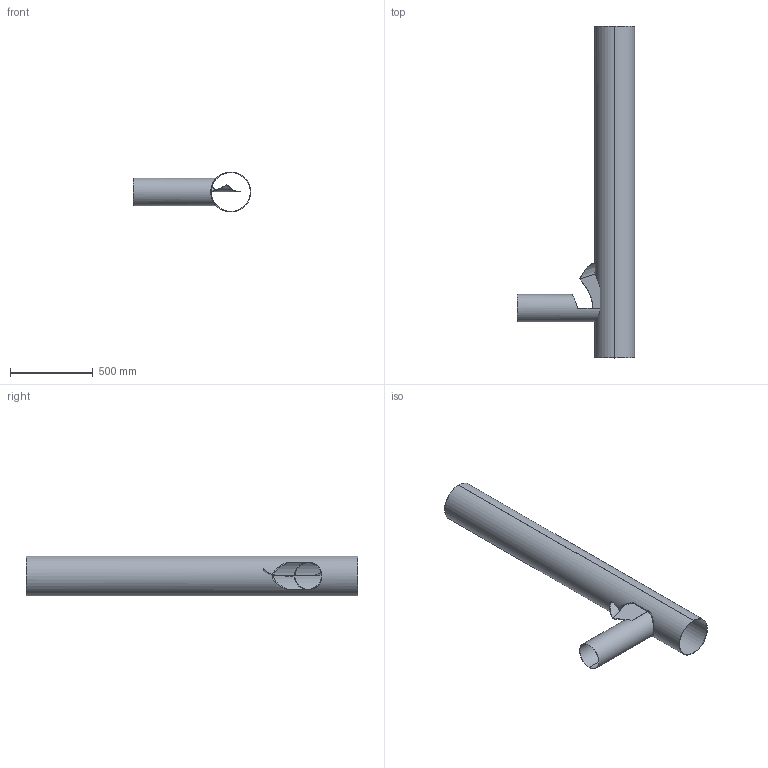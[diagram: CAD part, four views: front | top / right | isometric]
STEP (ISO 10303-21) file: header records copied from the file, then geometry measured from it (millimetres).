
FILE_DESCRIPTION(/* description */ (''),/* implementation_level */ '2;1');
FILE_NAME(/* name */ 'Test.stp',/* time_stamp */ '2023-07-06T08:09:11+02:00',/* author */ ('tim.foell'),/* organization */ (''),/* preprocessor_version */ 'ST-DEVELOPER v18.1',/* originating_system */ 'Autodesk Inventor 2021',/* authorisation */ '');
FILE_SCHEMA (('AUTOMOTIVE_DESIGN { 1 0 10303 214 3 1 1 }'));
Length unit declared in the file: millimetre
Products named in the file (4): Test; test1; test2; test3
Assembly tree (3 placements, depth 2):
  Test
    test1
    test2
    test3
Bounding box: 707.98 x 2000 x 241 mm (x, y, z)
Volume: 5185273.4 mm3; surface area: 3487213.4 mm2
Topology: 3 solids, 3 shells, 42 faces, 118 edges, 80 vertices
Faces by surface type: bspline 20, plane 15, cylinder 7
Full cylindrical faces by diameter (mm): 235 x1, 241 x1
Entity records: 6559 total; most frequent: CARTESIAN_POINT 5535, ORIENTED_EDGE 228, DIRECTION 116, EDGE_CURVE 114, VERTEX_POINT 78, B_SPLINE_CURVE_WITH_KNOTS 72, AXIS2_PLACEMENT_3D 45, EDGE_LOOP 44
